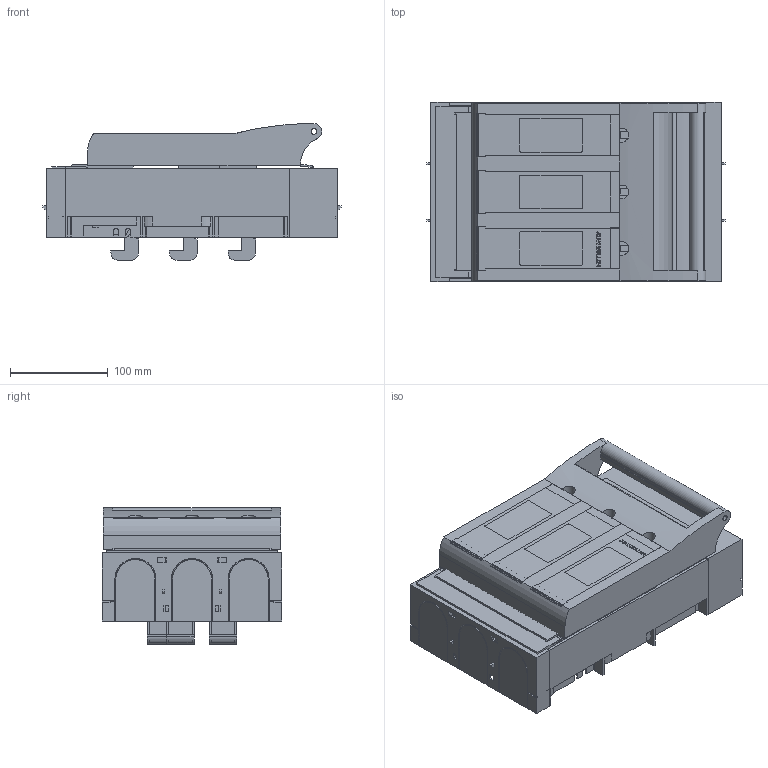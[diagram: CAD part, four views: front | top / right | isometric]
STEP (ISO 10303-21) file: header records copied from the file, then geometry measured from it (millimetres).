
FILE_DESCRIPTION(('CATIA V5 STEP'),'2;1');
FILE_NAME('T0574_L_KETO-1-3_60_Au.stp','2015-01-29T07:56:35+00:00',('none'),('Jean Müller GmbH'),'CATIA Version 5 Release 19 SP 9 (IN-10)','CATIA V5 STEP AP214','none');
FILE_SCHEMA(('AUTOMOTIVE_DESIGN { 1 0 10303 214 1 1 1 1 }'));
Length unit declared in the file: millimetre
Products named in the file (13): T0574_L_KETO-1-3/60/Au; 34226_L_Gehaeuse Sammelschienentrenner; 158634_L01_Anschlusslasche KETO-1; 158635_L_Anschlussschiene L1; 158636_L_Anschlussschiene L2; 158637_L_Anschlussschiene L3; 5491_05_Klemmbuegel kpl; 34213_L_SK-Montagehaube; 34227_L_Schutzabdeckung Gr1 oben; 34228_L_Schutzabdeckung Gr1 unten; 34202_L_Frontplatte Gr1; 34208_L_Scheibe Gr.1; 34208_L01_Scheibe Gr1
Assembly tree (17 placements, depth 3):
  T0574_L_KETO-1-3/60/Au
    34226_L_Gehaeuse Sammelschienentrenner
    158634_L01_Anschlusslasche KETO-1  x3
    158635_L_Anschlussschiene L1
    158636_L_Anschlussschiene L2
    158637_L_Anschlussschiene L3
    5491_05_Klemmbuegel kpl  x3
      34213_L_SK-Montagehaube
    34227_L_Schutzabdeckung Gr1 oben
    34228_L_Schutzabdeckung Gr1 unten
    34202_L_Frontplatte Gr1
    34208_L_Scheibe Gr.1  x2
    34208_L01_Scheibe Gr1
Bounding box: 305.7 x 183.5 x 140.3 mm (x, y, z)
Volume: 1851728.7 mm3; surface area: 729434.3 mm2
Topology: 16 solids, 16 shells, 1717 faces, 5400 edges, 3618 vertices
Faces by surface type: plane 1507, cylinder 192, cone 18
Entity records: 52244 total; most frequent: ORIENTED_EDGE 9982, CARTESIAN_POINT 9760, DIRECTION 6994, EDGE_CURVE 4991, VECTOR 4547, LINE 4547, VERTEX_POINT 3340, EDGE_LOOP 1675
